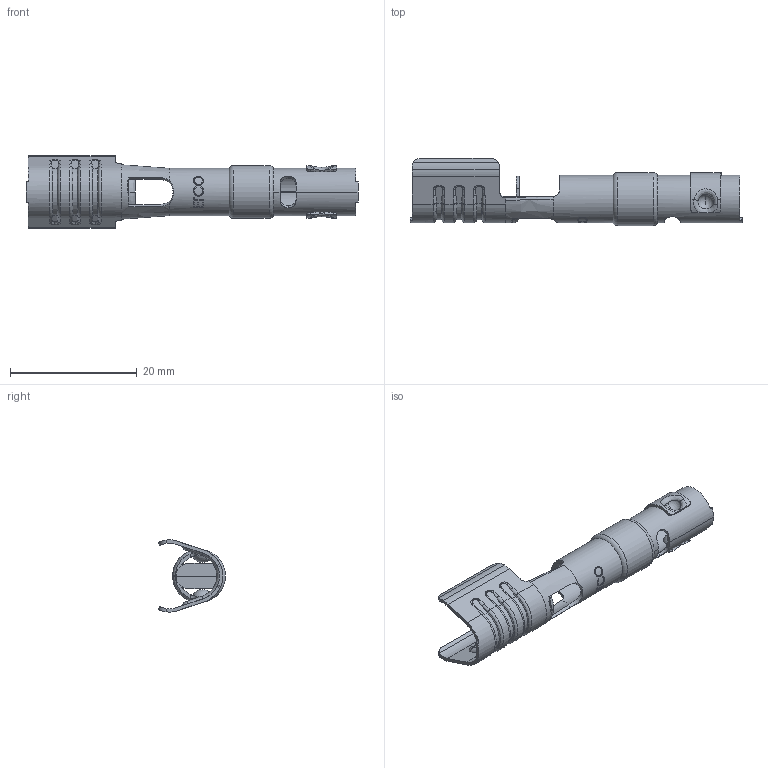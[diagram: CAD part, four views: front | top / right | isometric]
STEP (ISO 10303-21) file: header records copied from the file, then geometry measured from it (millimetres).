
FILE_DESCRIPTION (( 'STEP AP203' ), '1' );
FILE_NAME ('SP25.STEP', '2019-11-05T18:33:39', ( 'tempuser' ), ( 'Microsoft' ), 'SwSTEP 2.0', 'SolidWorks 2019', '' );
FILE_SCHEMA (( 'CONFIG_CONTROL_DESIGN' ));
Length unit declared in the file: inch
Products named in the file (3): SP25; SP24 and SP25_SP25 without carrier; SCA4 expanded for mating_SCA4-B
Assembly tree (2 placements, depth 2):
  SP25
    SP24 and SP25_SP25 without carrier
    SCA4 expanded for mating_SCA4-B
Bounding box: 52.45 x 10.59 x 11.43 mm (x, y, z)
Volume: 591 mm3; surface area: 2494.1 mm2
Topology: 2 solids, 3 shells, 331 faces, 919 edges, 590 vertices
Faces by surface type: cylinder 118, plane 93, bspline 76, torus 30, sphere 8, cone 6
Entity records: 16047 total; most frequent: CARTESIAN_POINT 8084, ORIENTED_EDGE 1840, DIRECTION 1306, EDGE_CURVE 920, VERTEX_POINT 590, AXIS2_PLACEMENT_3D 498, EDGE_LOOP 340, B_SPLINE_CURVE_WITH_KNOTS 332
